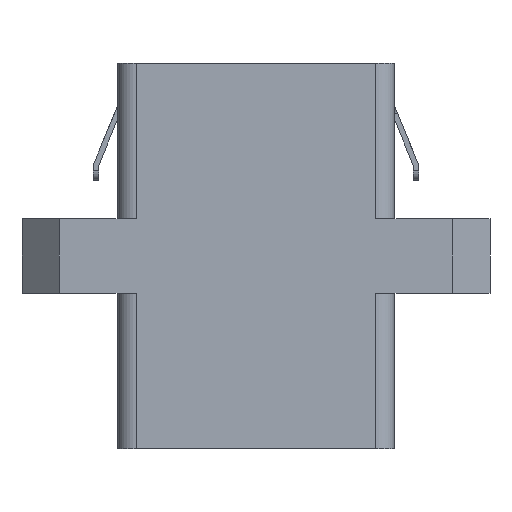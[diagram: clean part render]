
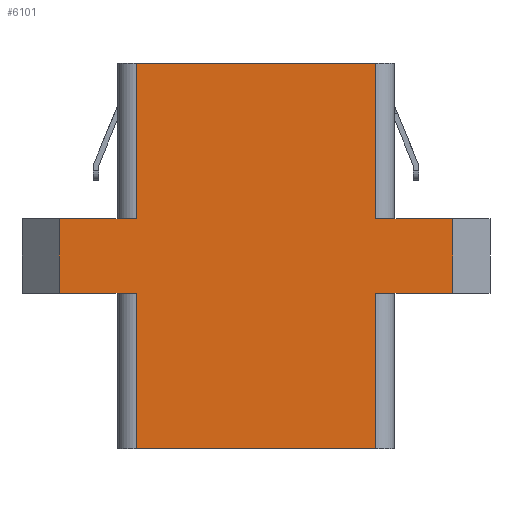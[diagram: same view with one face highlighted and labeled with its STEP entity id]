
A CAD part, left-side view. The second image highlights one B-rep face of the part: STEP entity #6101.
In plain terms, the highlighted planar face has unit normal (-1, 0, 0).
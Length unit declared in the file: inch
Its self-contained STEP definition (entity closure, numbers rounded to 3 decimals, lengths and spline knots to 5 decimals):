
#80 = CARTESIAN_POINT ( 'NONE',  ( -0.19291, 0.41339, 0. ) ) ;
#84 = VERTEX_POINT ( 'NONE', #3130 ) ;
#185 = EDGE_CURVE ( 'NONE', #579, #2344, #6470, .T. ) ;
#195 = DIRECTION ( 'NONE',  ( 0., -1., 0. ) ) ;
#211 = CARTESIAN_POINT ( 'NONE',  ( -0.19291, 0.25197, -0.48425 ) ) ;
#253 = EDGE_CURVE ( 'NONE', #84, #5422, #7072, .T. ) ;
#265 = CARTESIAN_POINT ( 'NONE',  ( -0.19291, -0.25197, 0. ) ) ;
#284 = ORIENTED_EDGE ( 'NONE', *, *, #821, .T. ) ;
#345 = CARTESIAN_POINT ( 'NONE',  ( -0.19291, 0.25197, 0. ) ) ;
#446 = DIRECTION ( 'NONE',  ( 0., 0., -1. ) ) ;
#535 = VERTEX_POINT ( 'NONE', #1781 ) ;
#579 = VERTEX_POINT ( 'NONE', #5078 ) ;
#727 = CARTESIAN_POINT ( 'NONE',  ( -0.19291, -0.41339, 0. ) ) ;
#821 = EDGE_CURVE ( 'NONE', #535, #1229, #6104, .T. ) ;
#822 = ORIENTED_EDGE ( 'NONE', *, *, #1522, .T. ) ;
#904 = EDGE_CURVE ( 'NONE', #5841, #5826, #5972, .T. ) ;
#1116 = ORIENTED_EDGE ( 'NONE', *, *, #2962, .T. ) ;
#1229 = VERTEX_POINT ( 'NONE', #6805 ) ;
#1423 = ORIENTED_EDGE ( 'NONE', *, *, #185, .T. ) ;
#1425 = CARTESIAN_POINT ( 'NONE',  ( -0.19291, 0.41339, 0.32677 ) ) ;
#1442 = DIRECTION ( 'NONE',  ( 0., 0., 1. ) ) ;
#1473 = EDGE_CURVE ( 'NONE', #1229, #5054, #7022, .T. ) ;
#1519 = FACE_OUTER_BOUND ( 'NONE', #5910, .T. ) ;
#1522 = EDGE_CURVE ( 'NONE', #5422, #2057, #6993, .T. ) ;
#1616 = EDGE_CURVE ( 'NONE', #5227, #6451, #6882, .T. ) ;
#1781 = CARTESIAN_POINT ( 'NONE',  ( -0.19291, -0.25197, 0.32677 ) ) ;
#1861 = CARTESIAN_POINT ( 'NONE',  ( -0.19291, -0.25197, -0.15748 ) ) ;
#2057 = VERTEX_POINT ( 'NONE', #2062 ) ;
#2062 = CARTESIAN_POINT ( 'NONE',  ( -0.19291, -0.25197, -0.48425 ) ) ;
#2197 = CARTESIAN_POINT ( 'NONE',  ( -0.19291, 0.25197, 0. ) ) ;
#2344 = VERTEX_POINT ( 'NONE', #265 ) ;
#2377 = CARTESIAN_POINT ( 'NONE',  ( -0.19291, 0.41339, 0. ) ) ;
#2465 = ORIENTED_EDGE ( 'NONE', *, *, #904, .T. ) ;
#2542 = DIRECTION ( 'NONE',  ( 0., 0., -1. ) ) ;
#2618 = CARTESIAN_POINT ( 'NONE',  ( -0.19291, 0.41339, 0. ) ) ;
#2676 = AXIS2_PLACEMENT_3D ( 'NONE', #5375, #6436, #3243 ) ;
#2703 = CARTESIAN_POINT ( 'NONE',  ( -0.19291, -0.25197, 0. ) ) ;
#2812 = ORIENTED_EDGE ( 'NONE', *, *, #3492, .T. ) ;
#2962 = EDGE_CURVE ( 'NONE', #2344, #535, #5560, .T. ) ;
#2977 = ORIENTED_EDGE ( 'NONE', *, *, #3266, .T. ) ;
#3130 = CARTESIAN_POINT ( 'NONE',  ( -0.19291, 0.25197, -0.15748 ) ) ;
#3243 = DIRECTION ( 'NONE',  ( 0., 0., 1. ) ) ;
#3256 = DIRECTION ( 'NONE',  ( 0., 1., 0. ) ) ;
#3266 = EDGE_CURVE ( 'NONE', #5826, #579, #5181, .T. ) ;
#3425 = CARTESIAN_POINT ( 'NONE',  ( -0.19291, 0.41339, -0.15748 ) ) ;
#3492 = EDGE_CURVE ( 'NONE', #5054, #5227, #4805, .T. ) ;
#3576 = ORIENTED_EDGE ( 'NONE', *, *, #1473, .T. ) ;
#3630 = EDGE_CURVE ( 'NONE', #6451, #84, #4679, .T. ) ;
#3791 = DIRECTION ( 'NONE',  ( 0., 0., 1. ) ) ;
#3899 = EDGE_CURVE ( 'NONE', #2057, #5841, #4436, .T. ) ;
#4427 = VECTOR ( 'NONE', #3791, 39.37008 ) ;
#4436 = LINE ( 'NONE', #2703, #4427 ) ;
#4495 = ORIENTED_EDGE ( 'NONE', *, *, #253, .T. ) ;
#4593 = CARTESIAN_POINT ( 'NONE',  ( -0.19291, 0.41339, -0.15748 ) ) ;
#4625 = CARTESIAN_POINT ( 'NONE',  ( -0.19291, 0.41339, -0.15748 ) ) ;
#4630 = DIRECTION ( 'NONE',  ( 0., 0., 1. ) ) ;
#4674 = VECTOR ( 'NONE', #195, 39.37008 ) ;
#4679 = LINE ( 'NONE', #4625, #4674 ) ;
#4723 = CARTESIAN_POINT ( 'NONE',  ( -0.19291, -0.25197, 0. ) ) ;
#4798 = VECTOR ( 'NONE', #5796, 39.37008 ) ;
#4805 = LINE ( 'NONE', #5263, #4798 ) ;
#4944 = DIRECTION ( 'NONE',  ( 0., -1., 0. ) ) ;
#5054 = VERTEX_POINT ( 'NONE', #2197 ) ;
#5078 = CARTESIAN_POINT ( 'NONE',  ( -0.19291, -0.41339, 0. ) ) ;
#5181 = LINE ( 'NONE', #727, #5215 ) ;
#5215 = VECTOR ( 'NONE', #4630, 39.37008 ) ;
#5220 = DIRECTION ( 'NONE',  ( 0., -1., 0. ) ) ;
#5227 = VERTEX_POINT ( 'NONE', #80 ) ;
#5263 = CARTESIAN_POINT ( 'NONE',  ( -0.19291, 0.41339, 0. ) ) ;
#5291 = CARTESIAN_POINT ( 'NONE',  ( -0.19291, 0.41339, -0.48425 ) ) ;
#5375 = CARTESIAN_POINT ( 'NONE',  ( -0.19291, 0.41339, 0. ) ) ;
#5422 = VERTEX_POINT ( 'NONE', #211 ) ;
#5560 = LINE ( 'NONE', #4723, #5568 ) ;
#5568 = VECTOR ( 'NONE', #1442, 39.37008 ) ;
#5796 = DIRECTION ( 'NONE',  ( 0., 1., 0. ) ) ;
#5826 = VERTEX_POINT ( 'NONE', #6709 ) ;
#5841 = VERTEX_POINT ( 'NONE', #1861 ) ;
#5904 = PLANE ( 'NONE',  #2676 ) ;
#5910 = EDGE_LOOP ( 'NONE', ( #6383, #2465, #2977, #1423, #1116, #284, #3576, #2812, #6581, #6870, #4495, #822 ) ) ;
#5912 = VECTOR ( 'NONE', #3256, 39.37008 ) ;
#5946 = VECTOR ( 'NONE', #4944, 39.37008 ) ;
#5969 = VECTOR ( 'NONE', #6440, 39.37008 ) ;
#5972 = LINE ( 'NONE', #4593, #5946 ) ;
#6090 = CARTESIAN_POINT ( 'NONE',  ( -0.19291, 0.25197, 0. ) ) ;
#6101 = ADVANCED_FACE ( 'NONE', ( #1519 ), #5904, .T. ) ;
#6104 = LINE ( 'NONE', #1425, #5969 ) ;
#6383 = ORIENTED_EDGE ( 'NONE', *, *, #3899, .T. ) ;
#6436 = DIRECTION ( 'NONE',  ( -1., 0., 0. ) ) ;
#6440 = DIRECTION ( 'NONE',  ( 0., 1., 0. ) ) ;
#6451 = VERTEX_POINT ( 'NONE', #3425 ) ;
#6470 = LINE ( 'NONE', #2377, #5912 ) ;
#6473 = DIRECTION ( 'NONE',  ( 0., 0., -1. ) ) ;
#6581 = ORIENTED_EDGE ( 'NONE', *, *, #1616, .T. ) ;
#6709 = CARTESIAN_POINT ( 'NONE',  ( -0.19291, -0.41339, -0.15748 ) ) ;
#6805 = CARTESIAN_POINT ( 'NONE',  ( -0.19291, 0.25197, 0.32677 ) ) ;
#6870 = ORIENTED_EDGE ( 'NONE', *, *, #3630, .T. ) ;
#6871 = VECTOR ( 'NONE', #2542, 39.37008 ) ;
#6882 = LINE ( 'NONE', #2618, #6871 ) ;
#6983 = VECTOR ( 'NONE', #5220, 39.37008 ) ;
#6993 = LINE ( 'NONE', #5291, #6983 ) ;
#7020 = VECTOR ( 'NONE', #446, 39.37008 ) ;
#7022 = LINE ( 'NONE', #345, #7020 ) ;
#7072 = LINE ( 'NONE', #6090, #7080 ) ;
#7080 = VECTOR ( 'NONE', #6473, 39.37008 ) ;
